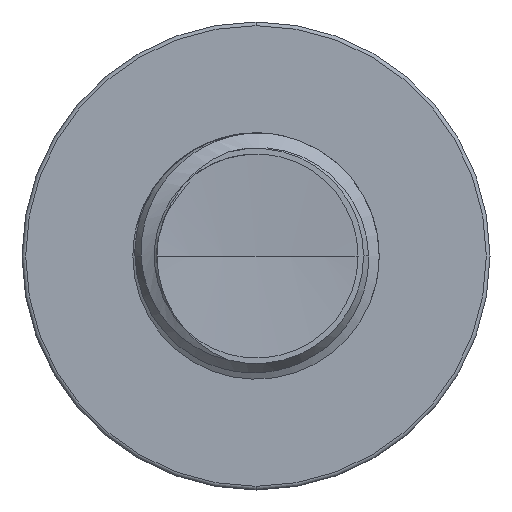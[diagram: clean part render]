
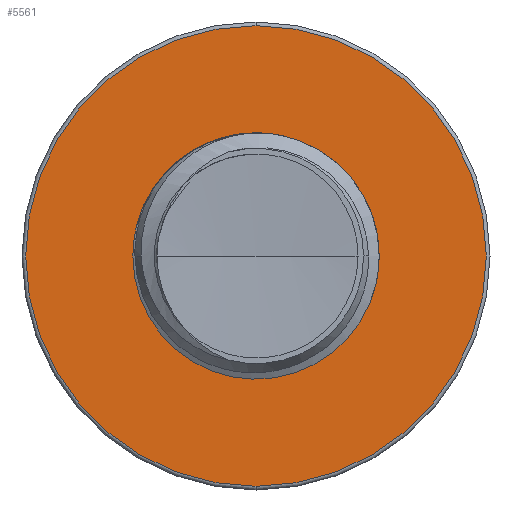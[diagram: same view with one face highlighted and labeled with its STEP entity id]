
A CAD part, front view. The second image highlights one B-rep face of the part: STEP entity #5561.
In plain terms, the highlighted planar face has unit normal (0, -1, 0).
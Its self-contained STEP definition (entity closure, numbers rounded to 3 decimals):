
#188 = CARTESIAN_POINT ( 'NONE',  ( 0., 10., -2.438 ) ) ;
#886 = ORIENTED_EDGE ( 'NONE', *, *, #17101, .T. ) ;
#1144 = VERTEX_POINT ( 'NONE', #21776 ) ;
#2933 = CIRCLE ( 'NONE', #26179, 2.438 ) ;
#3201 = DIRECTION ( 'NONE',  ( 0., -1., 0. ) ) ;
#3792 = EDGE_LOOP ( 'NONE', ( #6270, #886 ) ) ;
#5516 = CARTESIAN_POINT ( 'NONE',  ( 0., 10., 0. ) ) ;
#5561 = ADVANCED_FACE ( 'NONE', ( #14553, #20389 ), #9737, .T. ) ;
#5587 = CARTESIAN_POINT ( 'NONE',  ( 0., 10., 0. ) ) ;
#6270 = ORIENTED_EDGE ( 'NONE', *, *, #25083, .T. ) ;
#7410 = CIRCLE ( 'NONE', #23957, 4.675 ) ;
#7455 = EDGE_LOOP ( 'NONE', ( #24832, #11150 ) ) ;
#7601 = CARTESIAN_POINT ( 'NONE',  ( 0., 10., 0. ) ) ;
#7770 = DIRECTION ( 'NONE',  ( 0., 0., -1. ) ) ;
#7840 = DIRECTION ( 'NONE',  ( 0., 0., -1. ) ) ;
#8522 = AXIS2_PLACEMENT_3D ( 'NONE', #20589, #3201, #24820 ) ;
#9707 = DIRECTION ( 'NONE',  ( 0., 0., -1. ) ) ;
#9737 = PLANE ( 'NONE',  #8522 ) ;
#10620 = CARTESIAN_POINT ( 'NONE',  ( 0., 10., 0. ) ) ;
#11150 = ORIENTED_EDGE ( 'NONE', *, *, #12386, .F. ) ;
#12386 = EDGE_CURVE ( 'NONE', #27987, #27232, #24971, .T. ) ;
#12782 = DIRECTION ( 'NONE',  ( 0., 0., -1. ) ) ;
#14553 = FACE_OUTER_BOUND ( 'NONE', #3792, .T. ) ;
#16706 = EDGE_CURVE ( 'NONE', #27232, #27987, #2933, .T. ) ;
#17101 = EDGE_CURVE ( 'NONE', #1144, #21183, #7410, .T. ) ;
#20389 = FACE_BOUND ( 'NONE', #7455, .T. ) ;
#20589 = CARTESIAN_POINT ( 'NONE',  ( 0., 10., 2.438 ) ) ;
#20707 = DIRECTION ( 'NONE',  ( 0., -1., 0. ) ) ;
#20772 = DIRECTION ( 'NONE',  ( 0., -1., 0. ) ) ;
#21183 = VERTEX_POINT ( 'NONE', #25357 ) ;
#21776 = CARTESIAN_POINT ( 'NONE',  ( 0., 10., 4.675 ) ) ;
#21929 = AXIS2_PLACEMENT_3D ( 'NONE', #5587, #20772, #7840 ) ;
#22657 = DIRECTION ( 'NONE',  ( 0., -1., 0. ) ) ;
#23957 = AXIS2_PLACEMENT_3D ( 'NONE', #10620, #25709, #12782 ) ;
#24820 = DIRECTION ( 'NONE',  ( 0., 0., -1. ) ) ;
#24832 = ORIENTED_EDGE ( 'NONE', *, *, #16706, .F. ) ;
#24971 = CIRCLE ( 'NONE', #21929, 2.438 ) ;
#25083 = EDGE_CURVE ( 'NONE', #21183, #1144, #26458, .T. ) ;
#25357 = CARTESIAN_POINT ( 'NONE',  ( 0., 10., -4.675 ) ) ;
#25709 = DIRECTION ( 'NONE',  ( 0., -1., 0. ) ) ;
#26134 = AXIS2_PLACEMENT_3D ( 'NONE', #5516, #20707, #7770 ) ;
#26179 = AXIS2_PLACEMENT_3D ( 'NONE', #7601, #22657, #9707 ) ;
#26458 = CIRCLE ( 'NONE', #26134, 4.675 ) ;
#26735 = CARTESIAN_POINT ( 'NONE',  ( 0., 10., 2.438 ) ) ;
#27232 = VERTEX_POINT ( 'NONE', #188 ) ;
#27987 = VERTEX_POINT ( 'NONE', #26735 ) ;
